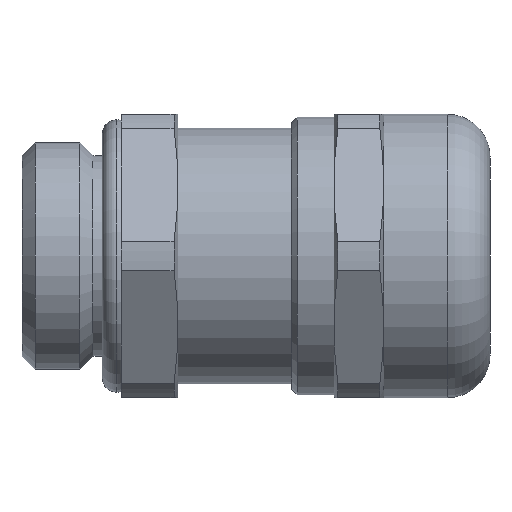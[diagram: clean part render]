
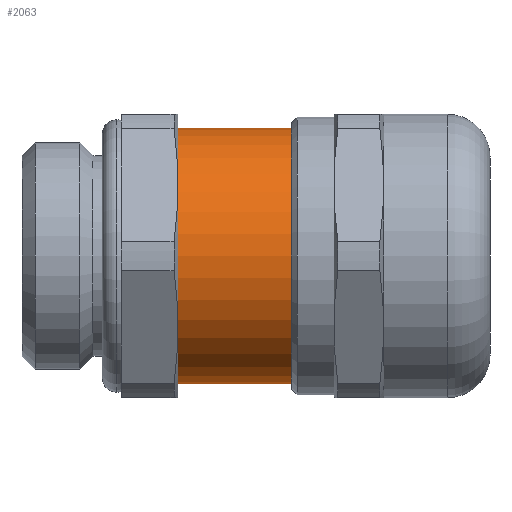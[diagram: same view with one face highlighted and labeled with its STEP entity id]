
A CAD part, front view. The second image highlights one B-rep face of the part: STEP entity #2063.
In plain terms, the highlighted cylindrical face has radius 9 mm (diameter 18 mm), a full revolution.
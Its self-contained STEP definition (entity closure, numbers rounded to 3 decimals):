
#170=CYLINDRICAL_SURFACE('',#2188,9.);
#215=CIRCLE('',#2189,9.);
#216=CIRCLE('',#2190,9.);
#389=VECTOR('',#2469,1.);
#509=LINE('',#3151,#389);
#659=VERTEX_POINT('',#3152);
#660=VERTEX_POINT('',#3153);
#924=EDGE_CURVE('',#659,#660,#509,.T.);
#925=EDGE_CURVE('',#660,#660,#215,.T.);
#926=EDGE_CURVE('',#659,#659,#216,.F.);
#1235=ORIENTED_EDGE('',*,*,#924,.T.);
#1236=ORIENTED_EDGE('',*,*,#925,.F.);
#1237=ORIENTED_EDGE('',*,*,#924,.F.);
#1238=ORIENTED_EDGE('',*,*,#926,.T.);
#1806=EDGE_LOOP('',(#1235,#1236,#1237,#1238));
#1935=FACE_BOUND('',#1806,.T.);
#2063=ADVANCED_FACE('',(#1935),#170,.T.);
#2188=AXIS2_PLACEMENT_3D('',#3150,#2467,#2468);
#2189=AXIS2_PLACEMENT_3D('',#3154,#2470,#2471);
#2190=AXIS2_PLACEMENT_3D('',#3155,#2472,#2473);
#2467=DIRECTION('',(-1.,0.,0.));
#2468=DIRECTION('',(0.,0.,-9.));
#2469=DIRECTION('',(1.,0.,0.));
#2470=DIRECTION('',(1.,0.,0.));
#2471=DIRECTION('',(0.,0.,-9.));
#2472=DIRECTION('',(-1.,0.,0.));
#2473=DIRECTION('',(0.,0.,-9.));
#3150=CARTESIAN_POINT('',(33.,0.,0.));
#3151=CARTESIAN_POINT('',(-3.01,0.,-9.));
#3152=CARTESIAN_POINT('',(10.99,0.,-9.));
#3153=CARTESIAN_POINT('',(19.,0.,-9.));
#3154=CARTESIAN_POINT('',(19.,0.,0.));
#3155=CARTESIAN_POINT('',(10.99,0.,0.));
